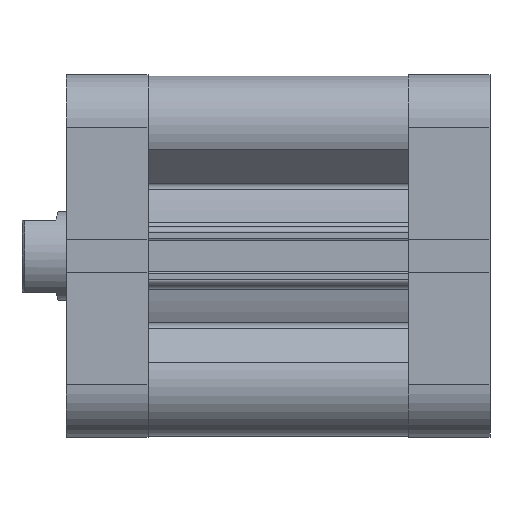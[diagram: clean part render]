
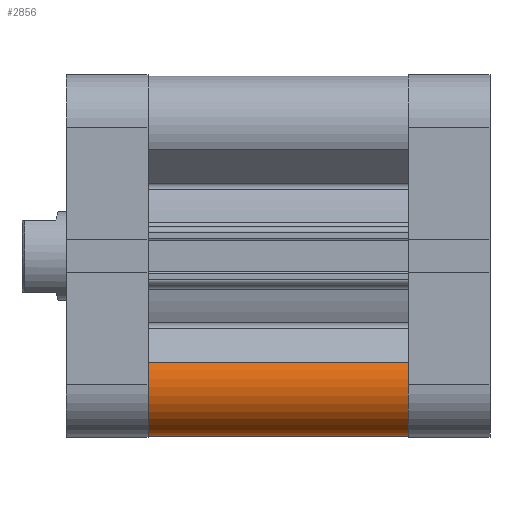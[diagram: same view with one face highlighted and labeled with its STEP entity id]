
A CAD part, front view. The second image highlights one B-rep face of the part: STEP entity #2856.
In plain terms, the highlighted cylindrical face has radius 9.25 mm (diameter 18.5 mm), a partial arc.
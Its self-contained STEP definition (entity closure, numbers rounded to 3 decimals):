
#180 = CARTESIAN_POINT ( 'NONE',  ( -32.5, -23.25, 47. ) ) ;
#330 = CARTESIAN_POINT ( 'NONE',  ( -32.5, -23.25, 0. ) ) ;
#357 = CARTESIAN_POINT ( 'NONE',  ( -19.184, -31.559, 0. ) ) ;
#589 = EDGE_LOOP ( 'NONE', ( #868, #841, #818, #850 ) ) ;
#818 = ORIENTED_EDGE ( 'NONE', *, *, #9046, .T. ) ;
#841 = ORIENTED_EDGE ( 'NONE', *, *, #9055, .T. ) ;
#850 = ORIENTED_EDGE ( 'NONE', *, *, #9057, .F. ) ;
#868 = ORIENTED_EDGE ( 'NONE', *, *, #9056, .F. ) ;
#967 = VERTEX_POINT ( 'NONE', #357 ) ;
#987 = VERTEX_POINT ( 'NONE', #330 ) ;
#1012 = VERTEX_POINT ( 'NONE', #180 ) ;
#1167 = VERTEX_POINT ( 'NONE', #4191 ) ;
#2856 = ADVANCED_FACE ( 'NONE', ( #5615 ), #5618, .T. ) ;
#3142 = CARTESIAN_POINT ( 'NONE',  ( -23.25, -23.25, 0. ) ) ;
#3150 = DIRECTION ( 'NONE',  ( 0., 0., 1. ) ) ;
#3151 = DIRECTION ( 'NONE',  ( -1., 0., 0. ) ) ;
#3166 = CARTESIAN_POINT ( 'NONE',  ( -23.25, -23.25, 47. ) ) ;
#3172 = CARTESIAN_POINT ( 'NONE',  ( -32.5, -23.25, 47. ) ) ;
#3173 = DIRECTION ( 'NONE',  ( 0., 0., -1. ) ) ;
#3174 = DIRECTION ( 'NONE',  ( 0., 0., 1. ) ) ;
#3175 = DIRECTION ( 'NONE',  ( -1., 0., 0. ) ) ;
#3177 = CARTESIAN_POINT ( 'NONE',  ( -19.184, -31.559, 47. ) ) ;
#3178 = DIRECTION ( 'NONE',  ( 0., 0., -1. ) ) ;
#4191 = CARTESIAN_POINT ( 'NONE',  ( -19.184, -31.559, 47. ) ) ;
#4885 = DIRECTION ( 'NONE',  ( -1., 0., 0. ) ) ;
#4886 = DIRECTION ( 'NONE',  ( 0., 0., -1. ) ) ;
#4887 = CARTESIAN_POINT ( 'NONE',  ( -23.25, -23.25, 47. ) ) ;
#5615 = FACE_OUTER_BOUND ( 'NONE', #589, .T. ) ;
#5618 = CYLINDRICAL_SURFACE ( 'NONE', #9529, 9.25 ) ;
#7914 = CIRCLE ( 'NONE', #9868, 9.25 ) ;
#7921 = LINE ( 'NONE', #3172, #7922 ) ;
#7922 = VECTOR ( 'NONE', #3173, 1000. ) ;
#7925 = LINE ( 'NONE', #3177, #7926 ) ;
#7926 = VECTOR ( 'NONE', #3178, 1000. ) ;
#7929 = CIRCLE ( 'NONE', #9873, 9.25 ) ;
#9046 = EDGE_CURVE ( 'NONE', #987, #967, #7914, .T. ) ;
#9055 = EDGE_CURVE ( 'NONE', #1012, #987, #7921, .T. ) ;
#9056 = EDGE_CURVE ( 'NONE', #1012, #1167, #7929, .T. ) ;
#9057 = EDGE_CURVE ( 'NONE', #1167, #967, #7925, .T. ) ;
#9529 = AXIS2_PLACEMENT_3D ( 'NONE', #4887, #4886, #4885 ) ;
#9868 = AXIS2_PLACEMENT_3D ( 'NONE', #3142, #3150, #3151 ) ;
#9873 = AXIS2_PLACEMENT_3D ( 'NONE', #3166, #3174, #3175 ) ;
